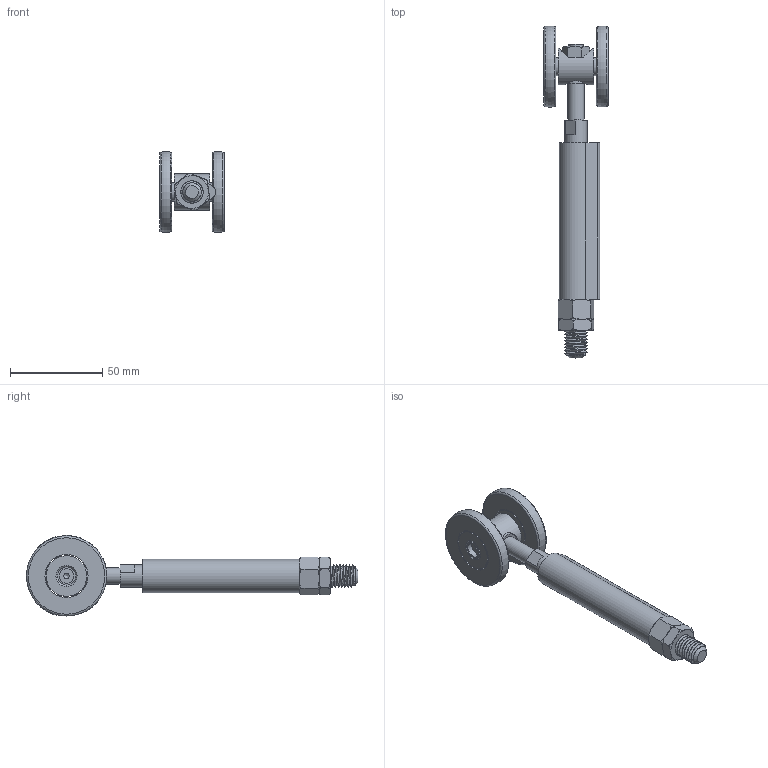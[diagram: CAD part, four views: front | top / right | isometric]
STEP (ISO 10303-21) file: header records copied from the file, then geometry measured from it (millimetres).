
FILE_DESCRIPTION((''),'2;1');
FILE_NAME('552 SOE.stp','2008-11-18T07:58:53',('Didierr'),(''),'Autodesk Inventor 2009','Autodesk Inventor 2009','');
FILE_SCHEMA(('AUTOMOTIVE_DESIGN { 1 0 10303 214 1 1 1 1 }'));
Length unit declared in the file: millimetre
Products named in the file (10): 552 SOE; 14413; 14346; 14346 corps; 14346 HELICOIDAL; 14346 TETE; 06012; 15423; 06013; 16437
Assembly tree (10 placements, depth 3):
  552 SOE
    14413  x2
    14346
      14346 corps
      14346 HELICOIDAL
      14346 TETE
    06012
    15423
    06013
    16437
Bounding box: 35 x 179.96 x 43.93 mm (x, y, z)
Volume: 54426.2 mm3; surface area: 34044.8 mm2
Topology: 11 solids, 11 shells, 125 faces, 251 edges, 156 vertices
Faces by surface type: plane 53, cylinder 29, cone 20, bspline 13, torus 10
Full cylindrical faces by diameter (mm): 3 x1, 7.9 x1, 8 x2, 9 x1, 9.8 x1, 10 x3, 12 x2, 12.1 x1, 12.7 x1, 20 x1, 22 x4, 23.4 x4
Entity records: 9279 total; most frequent: CARTESIAN_POINT 6958, DIRECTION 440, ORIENTED_EDGE 360, AXIS2_PLACEMENT_3D 194, EDGE_CURVE 180, EDGE_LOOP 167, VERTEX_POINT 131, FACE_OUTER_BOUND 109
